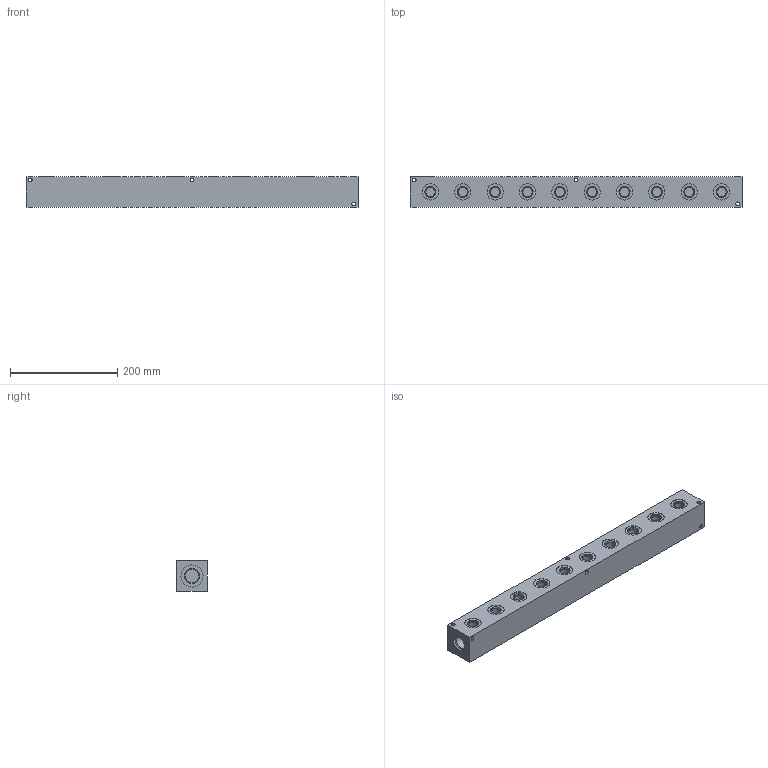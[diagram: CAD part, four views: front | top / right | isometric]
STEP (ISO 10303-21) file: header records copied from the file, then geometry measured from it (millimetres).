
FILE_DESCRIPTION( ( 'STEP AP214' ), ' ' );
FILE_NAME( 'AH0001008S.stp', '2018-07-01T17:18:43', ( '' ), ( '' ), ' ', 'PARTsolutions', ' ' );
FILE_SCHEMA( ( 'AUTOMOTIVE_DESIGN { 1 0 10303 214 1 1 1 1 }' ) );
Length unit declared in the file: inch
Products named in the file (1): _AH0001008S
Bounding box: 619.12 x 57.15 x 57.15 mm (x, y, z)
Volume: 1934834.2 mm3; surface area: 168095.8 mm2
Topology: 1 solids, 1 shells, 198 faces, 468 edges, 298 vertices
Faces by surface type: plane 104, cylinder 70, cone 24
Full cylindrical faces by diameter (mm): 7.112 x12, 17.33 x10, 24.696 x2, 30.251 x10, 41.453 x2
Entity records: 7016 total; most frequent: DIRECTION 970, CARTESIAN_POINT 905, ORIENTED_EDGE 816, EDGE_CURVE 408, AXIS2_PLACEMENT_3D 363, EDGE_LOOP 302, VERTEX_POINT 298, LINE 244
